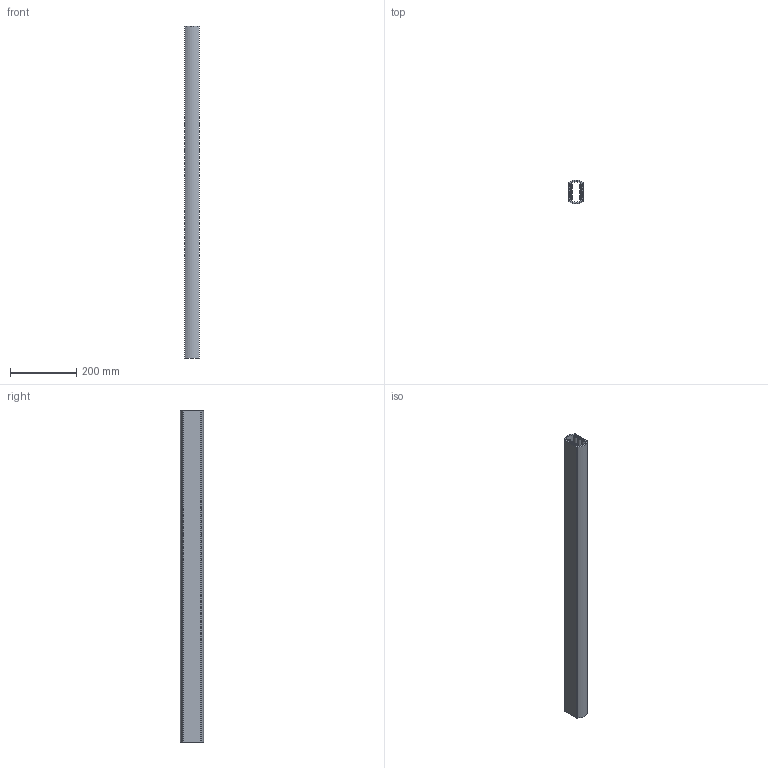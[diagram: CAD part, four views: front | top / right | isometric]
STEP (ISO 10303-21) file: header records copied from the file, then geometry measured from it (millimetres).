
FILE_DESCRIPTION (( 'STEP AP214' ), '1' );
FILE_NAME ('49441102.STEP', '2016-02-24T07:42:09', ( 'Macha' ), ( 'Hewlett-Packard Company' ), 'SwSTEP 2.0', 'SolidWorks 2015', '' );
FILE_SCHEMA (( 'AUTOMOTIVE_DESIGN' ));
Length unit declared in the file: millimetre
Products named in the file (2): 11627_1000mm; 49441102
Assembly tree (1 placements, depth 2):
  49441102
    11627_1000mm
Bounding box: 45 x 70 x 1000 mm (x, y, z)
Volume: 1150203.8 mm3; surface area: 561648.4 mm2
Topology: 1 solids, 1 shells, 57 faces, 165 edges, 110 vertices
Faces by surface type: cylinder 45, plane 12
Entity records: 2023 total; most frequent: DIRECTION 377, CARTESIAN_POINT 336, ORIENTED_EDGE 330, EDGE_CURVE 165, AXIS2_PLACEMENT_3D 151, VERTEX_POINT 110, CIRCLE 90, VECTOR 75
